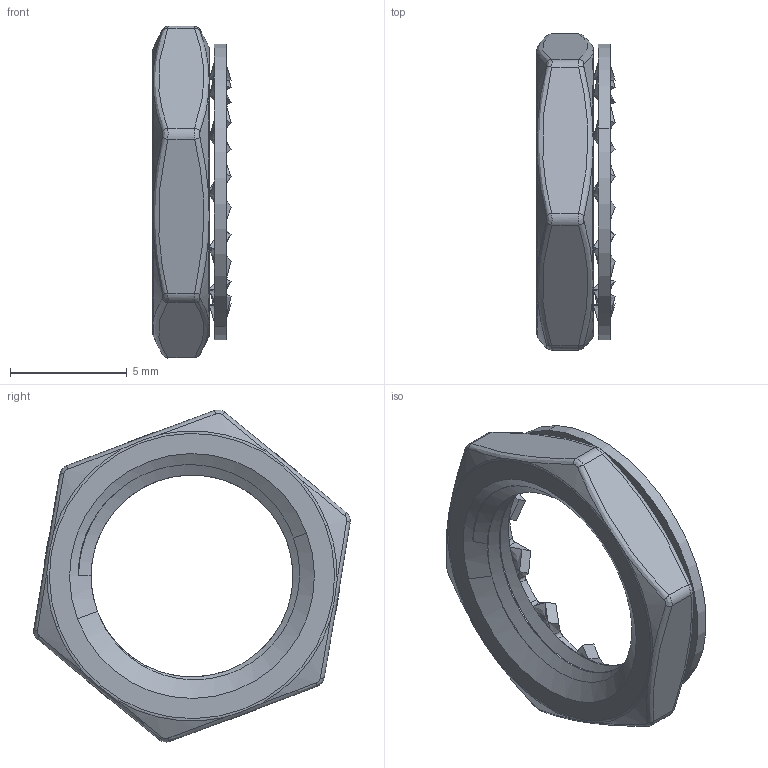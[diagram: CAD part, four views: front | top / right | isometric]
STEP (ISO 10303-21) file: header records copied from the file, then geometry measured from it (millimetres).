
FILE_DESCRIPTION((''),'2;1');
FILE_NAME('TRIM_BOURNS_56AAD-C28_Part2.stp','2012-07-05T17:06:23',(''),(''),'Mechanical Desktop 2011','Mechanical Desktop 2011',', , ');
FILE_SCHEMA(('AUTOMOTIVE_DESIGN { 1 2 10303 214 1 1 1 1 }'));
Length unit declared in the file: millimetre
Products named in the file (1): Product
Bounding box: 3.34 x 13.54 x 14.21 mm (x, y, z)
Volume: 177.3 mm3; surface area: 446.1 mm2
Topology: 2 solids, 2 shells, 164 faces, 491 edges, 331 vertices
Faces by surface type: bspline 99, cylinder 23, plane 22, cone 16, torus 4
Full cylindrical faces by diameter (mm): 8.636 x1
Entity records: 9163 total; most frequent: CARTESIAN_POINT 5435, ORIENTED_EDGE 982, EDGE_CURVE 491, DIRECTION 466, VERTEX_POINT 331, B_SPLINE_CURVE_WITH_KNOTS 227, EDGE_LOOP 168, VECTOR 166
